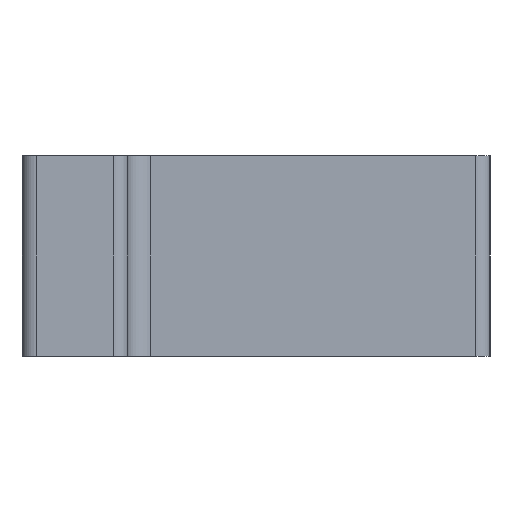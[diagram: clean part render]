
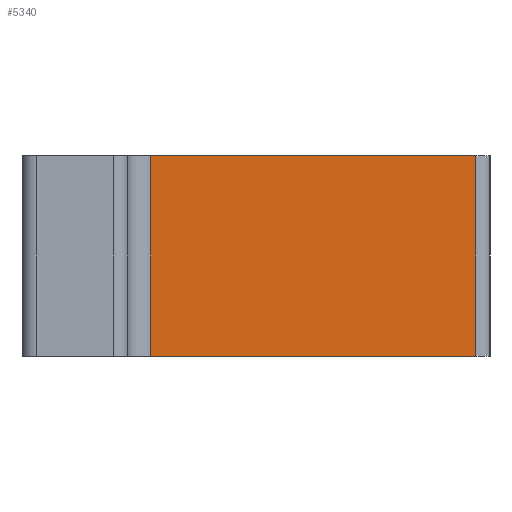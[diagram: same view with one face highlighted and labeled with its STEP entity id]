
A CAD part, left-side view. The second image highlights one B-rep face of the part: STEP entity #5340.
In plain terms, the highlighted planar face has unit normal (-1, 0, 0).
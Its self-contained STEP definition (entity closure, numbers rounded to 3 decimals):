
#640=CARTESIAN_POINT('',(5.,4.36,0.));
#650=VERTEX_POINT('',#640);
#680=CARTESIAN_POINT('',(5.,0.,0.));
#690=DIRECTION('',(0.,1.,0.));
#700=VECTOR('',#690,1.);
#710=LINE('',#680,#700);
#720=CARTESIAN_POINT('',(5.,-7.,0.));
#730=VERTEX_POINT('',#720);
#740=EDGE_CURVE('',#730,#650,#710,.T.);
#3610=CARTESIAN_POINT('',(5.,-7.,7.));
#3620=VERTEX_POINT('',#3610);
#3650=CARTESIAN_POINT('',(5.,0.,7.));
#3660=DIRECTION('',(0.,1.,0.));
#3670=VECTOR('',#3660,1.);
#3680=LINE('',#3650,#3670);
#3690=CARTESIAN_POINT('',(5.,4.36,7.));
#3700=VERTEX_POINT('',#3690);
#3710=EDGE_CURVE('',#3620,#3700,#3680,.T.);
#5130=CARTESIAN_POINT('',(5.,0.,0.));
#5140=DIRECTION('',(-1.,0.,0.));
#5150=DIRECTION('',(0.,1.,0.));
#5160=AXIS2_PLACEMENT_3D('',#5130,#5140,#5150);
#5170=PLANE('',#5160);
#5180=ORIENTED_EDGE('',*,*,#740,.F.);
#5190=CARTESIAN_POINT('',(5.,4.36,0.));
#5200=DIRECTION('',(0.,0.,1.));
#5210=VECTOR('',#5200,1.);
#5220=LINE('',#5190,#5210);
#5230=EDGE_CURVE('',#650,#3700,#5220,.T.);
#5240=ORIENTED_EDGE('',*,*,#5230,.F.);
#5250=ORIENTED_EDGE('',*,*,#3710,.T.);
#5260=CARTESIAN_POINT('',(5.,-7.,0.));
#5270=DIRECTION('',(0.,0.,1.));
#5280=VECTOR('',#5270,1.);
#5290=LINE('',#5260,#5280);
#5300=EDGE_CURVE('',#730,#3620,#5290,.T.);
#5310=ORIENTED_EDGE('',*,*,#5300,.T.);
#5320=EDGE_LOOP('',(#5310,#5250,#5240,#5180));
#5330=FACE_OUTER_BOUND('',#5320,.T.);
#5340=ADVANCED_FACE('',(#5330),#5170,.T.);
